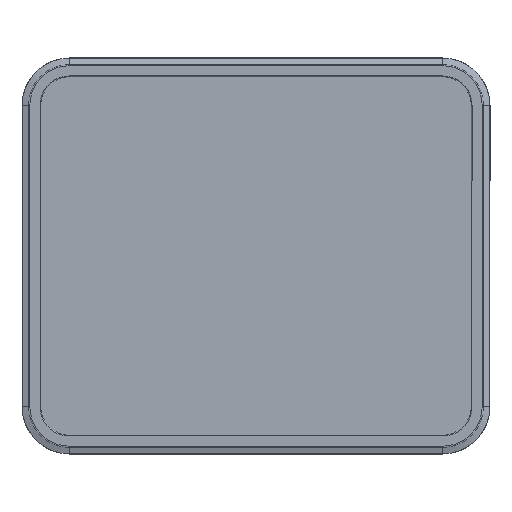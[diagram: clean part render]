
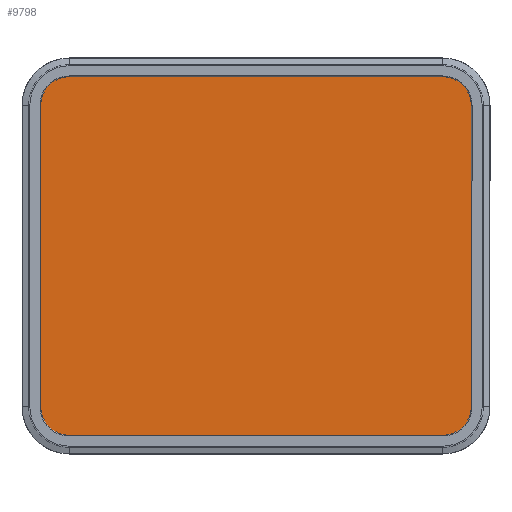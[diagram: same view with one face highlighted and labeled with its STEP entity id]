
A CAD part, top view. The second image highlights one B-rep face of the part: STEP entity #9798.
In plain terms, the highlighted planar face has unit normal (0, 0, 1).
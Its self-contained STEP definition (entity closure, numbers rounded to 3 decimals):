
#141 = ORIENTED_EDGE ( 'NONE', *, *, #406, .T. ) ;
#248 = EDGE_CURVE ( 'NONE', #8360, #6058, #3562, .T. ) ;
#401 = ORIENTED_EDGE ( 'NONE', *, *, #5259, .T. ) ;
#406 = EDGE_CURVE ( 'NONE', #6549, #5285, #3572, .T. ) ;
#629 = DIRECTION ( 'NONE',  ( 1., 0., 0. ) ) ;
#762 = ORIENTED_EDGE ( 'NONE', *, *, #248, .T. ) ;
#844 = DIRECTION ( 'NONE',  ( 1., 0., 0. ) ) ;
#855 = DIRECTION ( 'NONE',  ( 0., -1., 0. ) ) ;
#915 = DIRECTION ( 'NONE',  ( 0., 1., 0. ) ) ;
#1043 = CARTESIAN_POINT ( 'NONE',  ( 259.5, 209.5, 6.8 ) ) ;
#1247 = DIRECTION ( 'NONE',  ( 0., 0., 1. ) ) ;
#1976 = ORIENTED_EDGE ( 'NONE', *, *, #7599, .T. ) ;
#1997 = DIRECTION ( 'NONE',  ( 0., 0., 1. ) ) ;
#2205 = CARTESIAN_POINT ( 'NONE',  ( -259.5, -256., 6.8 ) ) ;
#2218 = CARTESIAN_POINT ( 'NONE',  ( -306., 209.5, 6.8 ) ) ;
#2279 = CARTESIAN_POINT ( 'NONE',  ( 306., 209.5, 6.8 ) ) ;
#2413 = CARTESIAN_POINT ( 'NONE',  ( 259.5, 256., 6.8 ) ) ;
#2600 = CARTESIAN_POINT ( 'NONE',  ( -259.5, 209.5, 6.8 ) ) ;
#3489 = VECTOR ( 'NONE', #8594, 1000. ) ;
#3562 = LINE ( 'NONE', #2205, #12698 ) ;
#3572 = LINE ( 'NONE', #2218, #10752 ) ;
#3635 = LINE ( 'NONE', #2279, #6025 ) ;
#4374 = CARTESIAN_POINT ( 'NONE',  ( -306., -209.5, 6.8 ) ) ;
#4377 = VERTEX_POINT ( 'NONE', #2413 ) ;
#4669 = AXIS2_PLACEMENT_3D ( 'NONE', #2600, #1247, #13088 ) ;
#4694 = CARTESIAN_POINT ( 'NONE',  ( 259.5, -209.5, 6.8 ) ) ;
#4852 = EDGE_CURVE ( 'NONE', #6175, #4377, #7380, .T. ) ;
#5259 = EDGE_CURVE ( 'NONE', #6058, #9462, #12497, .T. ) ;
#5285 = VERTEX_POINT ( 'NONE', #4374 ) ;
#5874 = AXIS2_PLACEMENT_3D ( 'NONE', #11826, #10483, #9125 ) ;
#6008 = VERTEX_POINT ( 'NONE', #7207 ) ;
#6025 = VECTOR ( 'NONE', #915, 1000. ) ;
#6058 = VERTEX_POINT ( 'NONE', #9288 ) ;
#6175 = VERTEX_POINT ( 'NONE', #9365 ) ;
#6203 = CARTESIAN_POINT ( 'NONE',  ( 306., -209.5, 6.8 ) ) ;
#6549 = VERTEX_POINT ( 'NONE', #13001 ) ;
#6621 = CIRCLE ( 'NONE', #4669, 46.5 ) ;
#6698 = EDGE_CURVE ( 'NONE', #9462, #6175, #3635, .T. ) ;
#7040 = CIRCLE ( 'NONE', #5874, 46.5 ) ;
#7207 = CARTESIAN_POINT ( 'NONE',  ( -259.5, 256., 6.8 ) ) ;
#7229 = FACE_OUTER_BOUND ( 'NONE', #10175, .T. ) ;
#7380 = CIRCLE ( 'NONE', #7946, 46.5 ) ;
#7452 = DIRECTION ( 'NONE',  ( 1., 0., 0. ) ) ;
#7569 = AXIS2_PLACEMENT_3D ( 'NONE', #10181, #8808, #7452 ) ;
#7599 = EDGE_CURVE ( 'NONE', #6008, #6549, #6621, .T. ) ;
#7778 = AXIS2_PLACEMENT_3D ( 'NONE', #4694, #1997, #629 ) ;
#7946 = AXIS2_PLACEMENT_3D ( 'NONE', #1043, #12882, #11544 ) ;
#8054 = ORIENTED_EDGE ( 'NONE', *, *, #12511, .T. ) ;
#8360 = VERTEX_POINT ( 'NONE', #12902 ) ;
#8594 = DIRECTION ( 'NONE',  ( -1., 0., 0. ) ) ;
#8808 = DIRECTION ( 'NONE',  ( 0., 0., 1. ) ) ;
#9125 = DIRECTION ( 'NONE',  ( -1., 0., 0. ) ) ;
#9193 = ORIENTED_EDGE ( 'NONE', *, *, #4852, .T. ) ;
#9288 = CARTESIAN_POINT ( 'NONE',  ( 259.5, -256., 6.8 ) ) ;
#9365 = CARTESIAN_POINT ( 'NONE',  ( 306., 209.5, 6.8 ) ) ;
#9462 = VERTEX_POINT ( 'NONE', #6203 ) ;
#9798 = ADVANCED_FACE ( 'NONE', ( #7229 ), #11528, .T. ) ;
#9965 = CARTESIAN_POINT ( 'NONE',  ( -259.5, 256., 6.8 ) ) ;
#10175 = EDGE_LOOP ( 'NONE', ( #9193, #11466, #1976, #141, #8054, #762, #401, #11039 ) ) ;
#10181 = CARTESIAN_POINT ( 'NONE',  ( 259.5, 209.5, 6.8 ) ) ;
#10483 = DIRECTION ( 'NONE',  ( 0., 0., 1. ) ) ;
#10752 = VECTOR ( 'NONE', #855, 1000. ) ;
#10753 = EDGE_CURVE ( 'NONE', #4377, #6008, #11319, .T. ) ;
#11039 = ORIENTED_EDGE ( 'NONE', *, *, #6698, .T. ) ;
#11319 = LINE ( 'NONE', #9965, #3489 ) ;
#11466 = ORIENTED_EDGE ( 'NONE', *, *, #10753, .T. ) ;
#11528 = PLANE ( 'NONE',  #7569 ) ;
#11544 = DIRECTION ( 'NONE',  ( 1., 0., 0. ) ) ;
#11826 = CARTESIAN_POINT ( 'NONE',  ( -259.5, -209.5, 6.8 ) ) ;
#12497 = CIRCLE ( 'NONE', #7778, 46.5 ) ;
#12511 = EDGE_CURVE ( 'NONE', #5285, #8360, #7040, .T. ) ;
#12698 = VECTOR ( 'NONE', #844, 1000. ) ;
#12882 = DIRECTION ( 'NONE',  ( 0., 0., 1. ) ) ;
#12902 = CARTESIAN_POINT ( 'NONE',  ( -259.5, -256., 6.8 ) ) ;
#13001 = CARTESIAN_POINT ( 'NONE',  ( -306., 209.5, 6.8 ) ) ;
#13088 = DIRECTION ( 'NONE',  ( -1., 0., 0. ) ) ;
